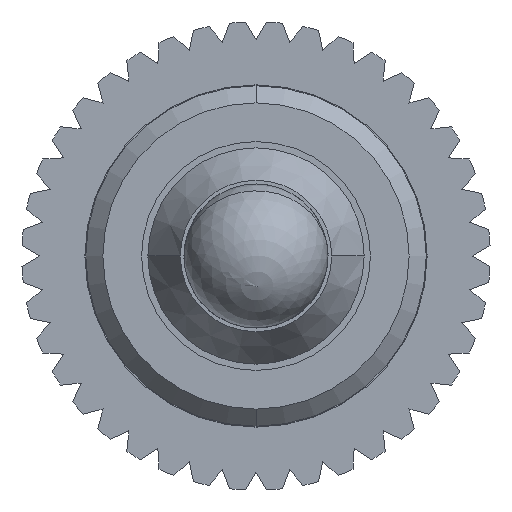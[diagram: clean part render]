
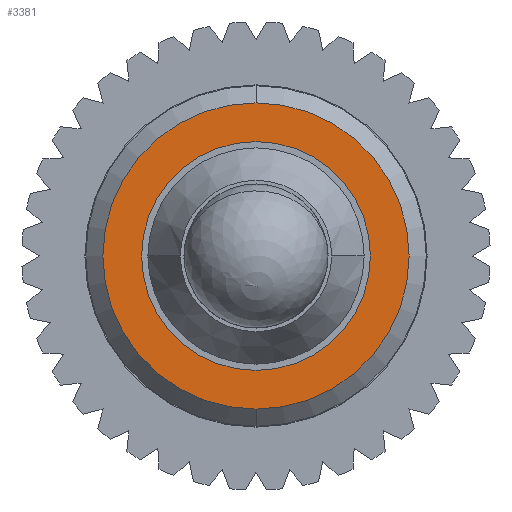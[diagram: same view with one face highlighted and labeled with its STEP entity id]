
A CAD part, front view. The second image highlights one B-rep face of the part: STEP entity #3381.
In plain terms, the highlighted planar face has unit normal (0, -1, 0).
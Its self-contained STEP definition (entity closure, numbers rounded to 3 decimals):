
#250 = DIRECTION ( 'NONE',  ( 0., 0., 1. ) ) ;
#337 = DIRECTION ( 'NONE',  ( 0., 0., 1. ) ) ;
#954 = EDGE_LOOP ( 'NONE', ( #6442, #1910 ) ) ;
#1258 = DIRECTION ( 'NONE',  ( 0., -1., 0. ) ) ;
#1463 = DIRECTION ( 'NONE',  ( 0., -1., 0. ) ) ;
#1503 = EDGE_CURVE ( 'NONE', #1720, #2899, #6540, .T. ) ;
#1541 = ORIENTED_EDGE ( 'NONE', *, *, #5442, .F. ) ;
#1654 = VERTEX_POINT ( 'NONE', #4630 ) ;
#1720 = VERTEX_POINT ( 'NONE', #3357 ) ;
#1910 = ORIENTED_EDGE ( 'NONE', *, *, #5086, .T. ) ;
#2098 = CIRCLE ( 'NONE', #5649, 3.175 ) ;
#2292 = EDGE_CURVE ( 'NONE', #4098, #1654, #4910, .T. ) ;
#2517 = EDGE_LOOP ( 'NONE', ( #1541, #5318 ) ) ;
#2706 = CIRCLE ( 'NONE', #5352, 4.25 ) ;
#2899 = VERTEX_POINT ( 'NONE', #5558 ) ;
#3183 = DIRECTION ( 'NONE',  ( 0., -1., 0. ) ) ;
#3357 = CARTESIAN_POINT ( 'NONE',  ( 8.307, 5.01, -4.25 ) ) ;
#3381 = ADVANCED_FACE ( 'NONE', ( #4870, #6302 ), #4071, .T. ) ;
#3400 = CARTESIAN_POINT ( 'NONE',  ( 8.307, 5.01, 3.175 ) ) ;
#3555 = DIRECTION ( 'NONE',  ( 0., -1., 0. ) ) ;
#3647 = DIRECTION ( 'NONE',  ( 0., -1., 0. ) ) ;
#4071 = PLANE ( 'NONE',  #6977 ) ;
#4098 = VERTEX_POINT ( 'NONE', #3400 ) ;
#4533 = CARTESIAN_POINT ( 'NONE',  ( 8.307, 5.01, 0. ) ) ;
#4630 = CARTESIAN_POINT ( 'NONE',  ( 8.307, 5.01, -3.175 ) ) ;
#4742 = CARTESIAN_POINT ( 'NONE',  ( 8.307, 5.01, 0. ) ) ;
#4870 = FACE_OUTER_BOUND ( 'NONE', #954, .T. ) ;
#4910 = CIRCLE ( 'NONE', #5505, 3.175 ) ;
#5086 = EDGE_CURVE ( 'NONE', #2899, #1720, #2706, .T. ) ;
#5099 = DIRECTION ( 'NONE',  ( 0., 0., 1. ) ) ;
#5280 = DIRECTION ( 'NONE',  ( 0., 0., 1. ) ) ;
#5318 = ORIENTED_EDGE ( 'NONE', *, *, #2292, .F. ) ;
#5352 = AXIS2_PLACEMENT_3D ( 'NONE', #4533, #1258, #5099 ) ;
#5442 = EDGE_CURVE ( 'NONE', #1654, #4098, #2098, .T. ) ;
#5505 = AXIS2_PLACEMENT_3D ( 'NONE', #4742, #1463, #5280 ) ;
#5558 = CARTESIAN_POINT ( 'NONE',  ( 8.307, 5.01, 4.25 ) ) ;
#5649 = AXIS2_PLACEMENT_3D ( 'NONE', #6455, #3183, #7001 ) ;
#6078 = AXIS2_PLACEMENT_3D ( 'NONE', #6887, #3647, #337 ) ;
#6302 = FACE_BOUND ( 'NONE', #2517, .T. ) ;
#6442 = ORIENTED_EDGE ( 'NONE', *, *, #1503, .T. ) ;
#6455 = CARTESIAN_POINT ( 'NONE',  ( 8.307, 5.01, 0. ) ) ;
#6540 = CIRCLE ( 'NONE', #6078, 4.25 ) ;
#6799 = CARTESIAN_POINT ( 'NONE',  ( 8.307, 5.01, 0. ) ) ;
#6887 = CARTESIAN_POINT ( 'NONE',  ( 8.307, 5.01, 0. ) ) ;
#6977 = AXIS2_PLACEMENT_3D ( 'NONE', #6799, #3555, #250 ) ;
#7001 = DIRECTION ( 'NONE',  ( 0., 0., 1. ) ) ;
